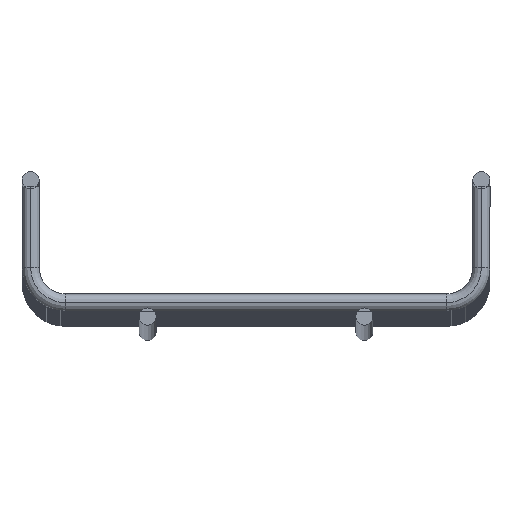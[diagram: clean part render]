
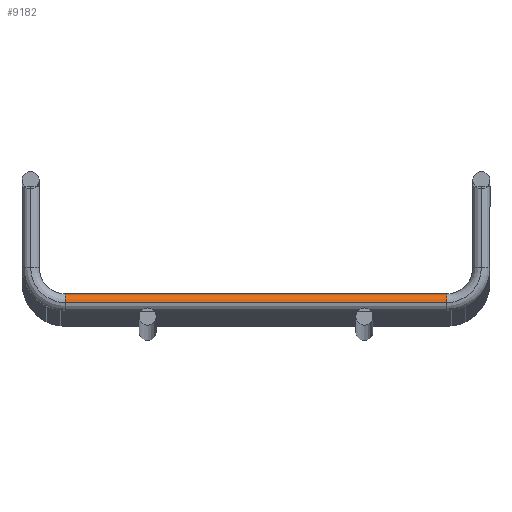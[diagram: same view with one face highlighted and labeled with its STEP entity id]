
A CAD part, top view. The second image highlights one B-rep face of the part: STEP entity #9182.
In plain terms, the highlighted cylindrical face has radius 2 mm (diameter 4 mm), a partial arc.
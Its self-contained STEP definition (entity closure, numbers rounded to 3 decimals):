
#293 = CARTESIAN_POINT ( 'NONE',  ( 44., 2., 0. ) ) ;
#309 = AXIS2_PLACEMENT_3D ( 'NONE', #1623, #684, #5380 ) ;
#684 = DIRECTION ( 'NONE',  ( 1., 0., 0. ) ) ;
#1623 = CARTESIAN_POINT ( 'NONE',  ( 44., 2., -2. ) ) ;
#1985 = LINE ( 'NONE', #6537, #9552 ) ;
#2343 = CIRCLE ( 'NONE', #3115, 2. ) ;
#2626 = DIRECTION ( 'NONE',  ( -1., 0., 0. ) ) ;
#2671 = LINE ( 'NONE', #6479, #5155 ) ;
#3115 = AXIS2_PLACEMENT_3D ( 'NONE', #6037, #7121, #10678 ) ;
#3584 = ORIENTED_EDGE ( 'NONE', *, *, #9722, .T. ) ;
#3656 = CYLINDRICAL_SURFACE ( 'NONE', #6406, 2. ) ;
#4339 = CARTESIAN_POINT ( 'NONE',  ( -44., 4., -2. ) ) ;
#4636 = CARTESIAN_POINT ( 'NONE',  ( -54., 2., -2. ) ) ;
#5155 = VECTOR ( 'NONE', #10222, 1000. ) ;
#5380 = DIRECTION ( 'NONE',  ( 0., 0., -1. ) ) ;
#5454 = VERTEX_POINT ( 'NONE', #9505 ) ;
#5526 = ORIENTED_EDGE ( 'NONE', *, *, #8017, .F. ) ;
#5580 = ORIENTED_EDGE ( 'NONE', *, *, #10649, .T. ) ;
#5734 = DIRECTION ( 'NONE',  ( -1., 0., 0. ) ) ;
#6037 = CARTESIAN_POINT ( 'NONE',  ( -44., 2., -2. ) ) ;
#6406 = AXIS2_PLACEMENT_3D ( 'NONE', #4636, #2626, #12127 ) ;
#6479 = CARTESIAN_POINT ( 'NONE',  ( -44., 2., 0. ) ) ;
#6537 = CARTESIAN_POINT ( 'NONE',  ( -44., 4., -2. ) ) ;
#6662 = CARTESIAN_POINT ( 'NONE',  ( -44., 2., 0. ) ) ;
#7121 = DIRECTION ( 'NONE',  ( 1., 0., 0. ) ) ;
#7611 = VERTEX_POINT ( 'NONE', #6662 ) ;
#7895 = VERTEX_POINT ( 'NONE', #4339 ) ;
#8017 = EDGE_CURVE ( 'NONE', #9796, #7611, #2671, .T. ) ;
#8741 = CIRCLE ( 'NONE', #309, 2. ) ;
#9182 = ADVANCED_FACE ( 'NONE', ( #12058 ), #3656, .T. ) ;
#9505 = CARTESIAN_POINT ( 'NONE',  ( 44., 4., -2. ) ) ;
#9530 = ORIENTED_EDGE ( 'NONE', *, *, #11529, .F. ) ;
#9552 = VECTOR ( 'NONE', #5734, 1000. ) ;
#9722 = EDGE_CURVE ( 'NONE', #5454, #7895, #1985, .T. ) ;
#9796 = VERTEX_POINT ( 'NONE', #293 ) ;
#10086 = EDGE_LOOP ( 'NONE', ( #3584, #5580, #5526, #9530 ) ) ;
#10222 = DIRECTION ( 'NONE',  ( -1., 0., 0. ) ) ;
#10649 = EDGE_CURVE ( 'NONE', #7895, #7611, #2343, .T. ) ;
#10678 = DIRECTION ( 'NONE',  ( 0., 0., -1. ) ) ;
#11529 = EDGE_CURVE ( 'NONE', #5454, #9796, #8741, .T. ) ;
#12058 = FACE_OUTER_BOUND ( 'NONE', #10086, .T. ) ;
#12127 = DIRECTION ( 'NONE',  ( 0., -1., 0. ) ) ;
